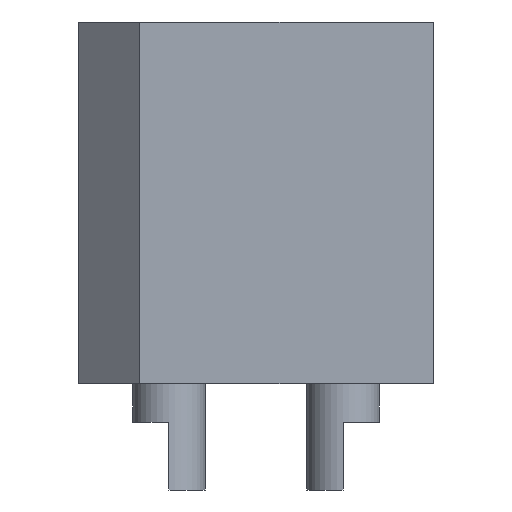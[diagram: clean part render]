
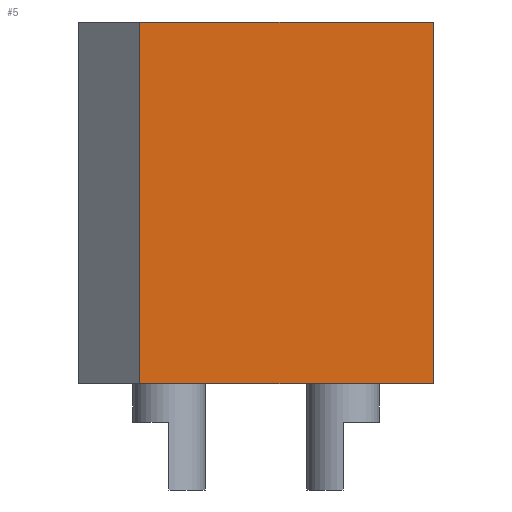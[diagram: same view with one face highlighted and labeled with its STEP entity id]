
A CAD part, front view. The second image highlights one B-rep face of the part: STEP entity #5.
In plain terms, the highlighted planar face has unit normal (0, -1, 0).
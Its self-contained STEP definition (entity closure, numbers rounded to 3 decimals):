
#3 = ORIENTED_EDGE ( 'NONE', *, *, #1215, .F. ) ;
#5 = ADVANCED_FACE ( 'NONE', ( #850 ), #875, .F. ) ;
#6 = CARTESIAN_POINT ( 'NONE',  ( -7.85, -4., 16. ) ) ;
#58 = VECTOR ( 'NONE', #541, 1000. ) ;
#87 = DIRECTION ( 'NONE',  ( 0., 0., 1. ) ) ;
#107 = AXIS2_PLACEMENT_3D ( 'NONE', #6, #197, #87 ) ;
#124 = VERTEX_POINT ( 'NONE', #136 ) ;
#136 = CARTESIAN_POINT ( 'NONE',  ( 7.85, -4., 16. ) ) ;
#175 = LINE ( 'NONE', #892, #464 ) ;
#197 = DIRECTION ( 'NONE',  ( 0., 1., 0. ) ) ;
#239 = CARTESIAN_POINT ( 'NONE',  ( -5.15, -4., 16. ) ) ;
#405 = CARTESIAN_POINT ( 'NONE',  ( -7.85, -4., 0. ) ) ;
#418 = LINE ( 'NONE', #239, #465 ) ;
#428 = EDGE_LOOP ( 'NONE', ( #703, #912, #896, #3 ) ) ;
#436 = EDGE_CURVE ( 'NONE', #483, #535, #669, .T. ) ;
#464 = VECTOR ( 'NONE', #997, 1000. ) ;
#465 = VECTOR ( 'NONE', #1110, 1000. ) ;
#483 = VERTEX_POINT ( 'NONE', #1001 ) ;
#535 = VERTEX_POINT ( 'NONE', #1117 ) ;
#541 = DIRECTION ( 'NONE',  ( 1., 0., 0. ) ) ;
#612 = EDGE_CURVE ( 'NONE', #1109, #124, #641, .T. ) ;
#641 = LINE ( 'NONE', #910, #58 ) ;
#643 = VECTOR ( 'NONE', #888, 1000. ) ;
#669 = LINE ( 'NONE', #405, #643 ) ;
#691 = CARTESIAN_POINT ( 'NONE',  ( -5.15, -4., 16. ) ) ;
#703 = ORIENTED_EDGE ( 'NONE', *, *, #612, .F. ) ;
#844 = EDGE_CURVE ( 'NONE', #1109, #483, #418, .T. ) ;
#850 = FACE_OUTER_BOUND ( 'NONE', #428, .T. ) ;
#875 = PLANE ( 'NONE',  #107 ) ;
#888 = DIRECTION ( 'NONE',  ( 1., 0., 0. ) ) ;
#892 = CARTESIAN_POINT ( 'NONE',  ( 7.85, -4., 16. ) ) ;
#896 = ORIENTED_EDGE ( 'NONE', *, *, #436, .T. ) ;
#910 = CARTESIAN_POINT ( 'NONE',  ( -7.85, -4., 16. ) ) ;
#912 = ORIENTED_EDGE ( 'NONE', *, *, #844, .T. ) ;
#997 = DIRECTION ( 'NONE',  ( 0., 0., -1. ) ) ;
#1001 = CARTESIAN_POINT ( 'NONE',  ( -5.15, -4., 0. ) ) ;
#1109 = VERTEX_POINT ( 'NONE', #691 ) ;
#1110 = DIRECTION ( 'NONE',  ( 0., 0., -1. ) ) ;
#1117 = CARTESIAN_POINT ( 'NONE',  ( 7.85, -4., 0. ) ) ;
#1215 = EDGE_CURVE ( 'NONE', #124, #535, #175, .T. ) ;
